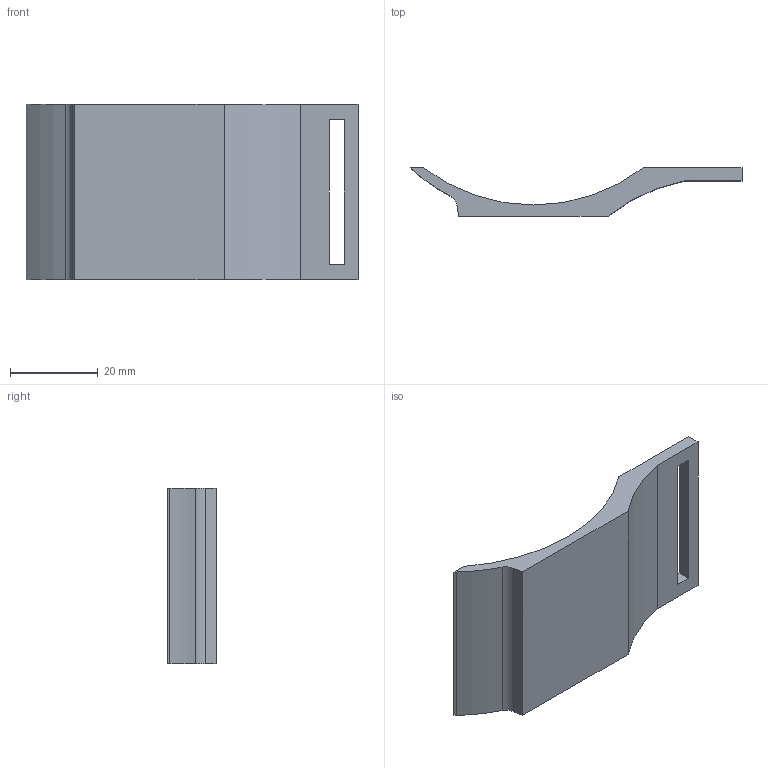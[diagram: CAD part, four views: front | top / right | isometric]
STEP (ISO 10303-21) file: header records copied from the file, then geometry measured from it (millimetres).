
FILE_DESCRIPTION (( 'STEP AP214' ), '1' );
FILE_NAME ('1197827.stp', '2017-01-24T10:08:07', ( '' ), ( '' ), 'SwSTEP 2.0', 'SolidWorks 2016', '' );
FILE_SCHEMA (( 'AUTOMOTIVE_DESIGN' ));
Length unit declared in the file: millimetre
Products named in the file (1): 1197827
Bounding box: 75.6 x 11 x 40 mm (x, y, z)
Volume: 10769.1 mm3; surface area: 7152.5 mm2
Topology: 1 solids, 1 shells, 17 faces, 45 edges, 30 vertices
Faces by surface type: plane 13, cylinder 4
Entity records: 565 total; most frequent: CARTESIAN_POINT 93, ORIENTED_EDGE 90, DIRECTION 89, EDGE_CURVE 45, LINE 37, VECTOR 37, VERTEX_POINT 30, AXIS2_PLACEMENT_3D 26
